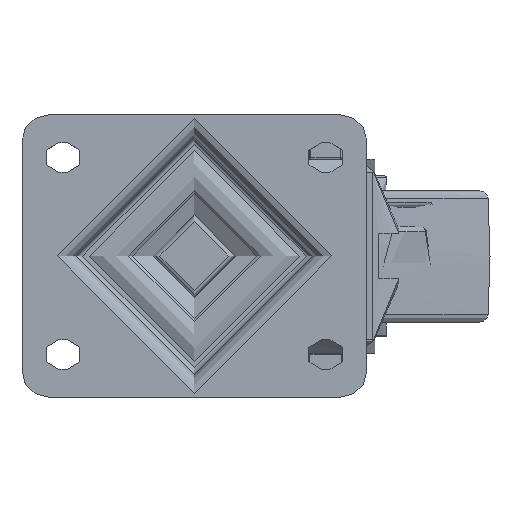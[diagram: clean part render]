
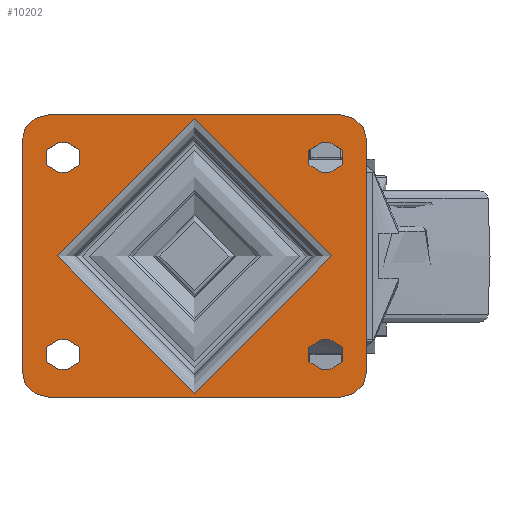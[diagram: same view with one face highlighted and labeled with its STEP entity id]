
A CAD part, top view. The second image highlights one B-rep face of the part: STEP entity #10202.
In plain terms, the highlighted planar face has unit normal (0, 0, 1).
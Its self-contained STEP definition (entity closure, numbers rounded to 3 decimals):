
#766=FACE_BOUND('',#1845,.T.);
#767=FACE_BOUND('',#1846,.T.);
#768=FACE_BOUND('',#1847,.T.);
#769=FACE_BOUND('',#1848,.T.);
#770=FACE_BOUND('',#1849,.T.);
#829=PLANE('',#11082);
#1188=FACE_OUTER_BOUND('',#1844,.T.);
#1844=EDGE_LOOP('',(#7052,#7053,#7054,#7055,#7056,#7057,#7058,#7059));
#1845=EDGE_LOOP('',(#7060));
#1846=EDGE_LOOP('',(#7061,#7062,#7063,#7064));
#1847=EDGE_LOOP('',(#7065,#7066,#7067,#7068));
#1848=EDGE_LOOP('',(#7069,#7070,#7071,#7072));
#1849=EDGE_LOOP('',(#7073,#7074,#7075,#7076));
#2584=LINE('',#15233,#3218);
#2586=LINE('',#15236,#3220);
#2587=LINE('',#15237,#3221);
#2588=LINE('',#15238,#3222);
#2589=LINE('',#15239,#3223);
#2590=LINE('',#15240,#3224);
#2591=LINE('',#15241,#3225);
#2592=LINE('',#15242,#3226);
#2593=LINE('',#15243,#3227);
#2594=LINE('',#15244,#3228);
#2595=LINE('',#15245,#3229);
#2596=LINE('',#15246,#3230);
#3218=VECTOR('',#12374,1000.);
#3220=VECTOR('',#12378,1000.);
#3221=VECTOR('',#12379,1000.);
#3222=VECTOR('',#12380,1000.);
#3223=VECTOR('',#12381,1000.);
#3224=VECTOR('',#12382,1000.);
#3225=VECTOR('',#12383,1000.);
#3226=VECTOR('',#12384,1000.);
#3227=VECTOR('',#12385,1000.);
#3228=VECTOR('',#12386,1000.);
#3229=VECTOR('',#12387,1000.);
#3230=VECTOR('',#12388,1000.);
#3796=CIRCLE('',#10984,4.5);
#3797=CIRCLE('',#10986,4.5);
#3800=CIRCLE('',#10990,4.5);
#3801=CIRCLE('',#10992,4.5);
#3804=CIRCLE('',#10996,4.5);
#3805=CIRCLE('',#10998,4.5);
#3808=CIRCLE('',#11002,4.5);
#3809=CIRCLE('',#11004,4.5);
#3811=CIRCLE('',#11007,41.75);
#3824=CIRCLE('',#11027,8.);
#3826=CIRCLE('',#11030,8.);
#3828=CIRCLE('',#11033,8.);
#3830=CIRCLE('',#11036,8.);
#4336=VERTEX_POINT('',#14964);
#4337=VERTEX_POINT('',#14966);
#4338=VERTEX_POINT('',#14970);
#4339=VERTEX_POINT('',#14971);
#4344=VERTEX_POINT('',#14982);
#4345=VERTEX_POINT('',#14984);
#4346=VERTEX_POINT('',#14988);
#4347=VERTEX_POINT('',#14989);
#4352=VERTEX_POINT('',#15000);
#4353=VERTEX_POINT('',#15002);
#4354=VERTEX_POINT('',#15006);
#4355=VERTEX_POINT('',#15007);
#4360=VERTEX_POINT('',#15018);
#4361=VERTEX_POINT('',#15020);
#4362=VERTEX_POINT('',#15024);
#4363=VERTEX_POINT('',#15025);
#4366=VERTEX_POINT('',#15033);
#4375=VERTEX_POINT('',#15065);
#4376=VERTEX_POINT('',#15066);
#4379=VERTEX_POINT('',#15074);
#4380=VERTEX_POINT('',#15075);
#4383=VERTEX_POINT('',#15083);
#4384=VERTEX_POINT('',#15084);
#4387=VERTEX_POINT('',#15092);
#4388=VERTEX_POINT('',#15093);
#5298=EDGE_CURVE('',#4337,#4336,#3796,.T.);
#5300=EDGE_CURVE('',#4338,#4339,#3797,.T.);
#5306=EDGE_CURVE('',#4345,#4344,#3800,.T.);
#5308=EDGE_CURVE('',#4346,#4347,#3801,.T.);
#5314=EDGE_CURVE('',#4353,#4352,#3804,.T.);
#5316=EDGE_CURVE('',#4354,#4355,#3805,.T.);
#5322=EDGE_CURVE('',#4361,#4360,#3808,.T.);
#5324=EDGE_CURVE('',#4362,#4363,#3809,.T.);
#5328=EDGE_CURVE('',#4366,#4366,#3811,.T.);
#5344=EDGE_CURVE('',#4375,#4376,#3824,.T.);
#5348=EDGE_CURVE('',#4379,#4380,#3826,.T.);
#5352=EDGE_CURVE('',#4383,#4384,#3828,.T.);
#5356=EDGE_CURVE('',#4387,#4388,#3830,.T.);
#5428=EDGE_CURVE('',#4388,#4375,#2584,.T.);
#5430=EDGE_CURVE('',#4384,#4387,#2586,.T.);
#5431=EDGE_CURVE('',#4380,#4383,#2587,.T.);
#5432=EDGE_CURVE('',#4376,#4379,#2588,.T.);
#5433=EDGE_CURVE('',#4336,#4338,#2589,.T.);
#5434=EDGE_CURVE('',#4339,#4337,#2590,.T.);
#5435=EDGE_CURVE('',#4344,#4346,#2591,.T.);
#5436=EDGE_CURVE('',#4347,#4345,#2592,.T.);
#5437=EDGE_CURVE('',#4352,#4354,#2593,.T.);
#5438=EDGE_CURVE('',#4355,#4353,#2594,.T.);
#5439=EDGE_CURVE('',#4360,#4362,#2595,.T.);
#5440=EDGE_CURVE('',#4363,#4361,#2596,.T.);
#7052=ORIENTED_EDGE('',*,*,#5356,.F.);
#7053=ORIENTED_EDGE('',*,*,#5430,.F.);
#7054=ORIENTED_EDGE('',*,*,#5352,.F.);
#7055=ORIENTED_EDGE('',*,*,#5431,.F.);
#7056=ORIENTED_EDGE('',*,*,#5348,.F.);
#7057=ORIENTED_EDGE('',*,*,#5432,.F.);
#7058=ORIENTED_EDGE('',*,*,#5344,.F.);
#7059=ORIENTED_EDGE('',*,*,#5428,.F.);
#7060=ORIENTED_EDGE('',*,*,#5328,.F.);
#7061=ORIENTED_EDGE('',*,*,#5433,.T.);
#7062=ORIENTED_EDGE('',*,*,#5300,.T.);
#7063=ORIENTED_EDGE('',*,*,#5434,.T.);
#7064=ORIENTED_EDGE('',*,*,#5298,.T.);
#7065=ORIENTED_EDGE('',*,*,#5435,.T.);
#7066=ORIENTED_EDGE('',*,*,#5308,.T.);
#7067=ORIENTED_EDGE('',*,*,#5436,.T.);
#7068=ORIENTED_EDGE('',*,*,#5306,.T.);
#7069=ORIENTED_EDGE('',*,*,#5437,.T.);
#7070=ORIENTED_EDGE('',*,*,#5316,.T.);
#7071=ORIENTED_EDGE('',*,*,#5438,.T.);
#7072=ORIENTED_EDGE('',*,*,#5314,.T.);
#7073=ORIENTED_EDGE('',*,*,#5439,.T.);
#7074=ORIENTED_EDGE('',*,*,#5324,.T.);
#7075=ORIENTED_EDGE('',*,*,#5440,.T.);
#7076=ORIENTED_EDGE('',*,*,#5322,.T.);
#10202=ADVANCED_FACE('',(#1188,#766,#767,#768,#769,#770),#829,.T.);
#10984=AXIS2_PLACEMENT_3D('',#14967,#12116,#12117);
#10986=AXIS2_PLACEMENT_3D('',#14972,#12121,#12122);
#10990=AXIS2_PLACEMENT_3D('',#14985,#12132,#12133);
#10992=AXIS2_PLACEMENT_3D('',#14990,#12137,#12138);
#10996=AXIS2_PLACEMENT_3D('',#15003,#12148,#12149);
#10998=AXIS2_PLACEMENT_3D('',#15008,#12153,#12154);
#11002=AXIS2_PLACEMENT_3D('',#15021,#12164,#12165);
#11004=AXIS2_PLACEMENT_3D('',#15026,#12169,#12170);
#11007=AXIS2_PLACEMENT_3D('',#15034,#12177,#12178);
#11027=AXIS2_PLACEMENT_3D('',#15067,#12220,#12221);
#11030=AXIS2_PLACEMENT_3D('',#15076,#12228,#12229);
#11033=AXIS2_PLACEMENT_3D('',#15085,#12236,#12237);
#11036=AXIS2_PLACEMENT_3D('',#15094,#12244,#12245);
#11082=AXIS2_PLACEMENT_3D('',#15235,#12376,#12377);
#12116=DIRECTION('center_axis',(0.,0.,-1.));
#12117=DIRECTION('ref_axis',(-1.,0.,0.));
#12121=DIRECTION('center_axis',(0.,0.,-1.));
#12122=DIRECTION('ref_axis',(-1.,0.,0.));
#12132=DIRECTION('center_axis',(0.,0.,-1.));
#12133=DIRECTION('ref_axis',(-1.,0.,0.));
#12137=DIRECTION('center_axis',(0.,0.,-1.));
#12138=DIRECTION('ref_axis',(-1.,0.,0.));
#12148=DIRECTION('center_axis',(0.,0.,-1.));
#12149=DIRECTION('ref_axis',(1.,0.,0.));
#12153=DIRECTION('center_axis',(0.,0.,-1.));
#12154=DIRECTION('ref_axis',(1.,0.,0.));
#12164=DIRECTION('center_axis',(0.,0.,-1.));
#12165=DIRECTION('ref_axis',(1.,0.,0.));
#12169=DIRECTION('center_axis',(0.,0.,-1.));
#12170=DIRECTION('ref_axis',(1.,0.,0.));
#12177=DIRECTION('center_axis',(0.,0.,1.));
#12178=DIRECTION('ref_axis',(1.,0.,0.));
#12220=DIRECTION('center_axis',(0.,0.,-1.));
#12221=DIRECTION('ref_axis',(-0.707,0.707,0.));
#12228=DIRECTION('center_axis',(0.,0.,-1.));
#12229=DIRECTION('ref_axis',(0.707,0.707,0.));
#12236=DIRECTION('center_axis',(0.,0.,-1.));
#12237=DIRECTION('ref_axis',(0.707,-0.707,0.));
#12244=DIRECTION('center_axis',(0.,0.,-1.));
#12245=DIRECTION('ref_axis',(-0.707,-0.707,0.));
#12374=DIRECTION('',(0.,1.,0.));
#12376=DIRECTION('center_axis',(0.,0.,1.));
#12377=DIRECTION('ref_axis',(1.,0.,0.));
#12378=DIRECTION('',(-1.,0.,0.));
#12379=DIRECTION('',(0.,-1.,0.));
#12380=DIRECTION('',(1.,0.,0.));
#12381=DIRECTION('',(-1.,0.,0.));
#12382=DIRECTION('',(1.,0.,0.));
#12383=DIRECTION('',(-1.,0.,0.));
#12384=DIRECTION('',(1.,0.,0.));
#12385=DIRECTION('',(1.,0.,0.));
#12386=DIRECTION('',(-1.,0.,0.));
#12387=DIRECTION('',(1.,0.,0.));
#12388=DIRECTION('',(-1.,0.,0.));
#14964=CARTESIAN_POINT('',(41.25,-34.5,0.));
#14966=CARTESIAN_POINT('',(41.25,-25.5,0.));
#14967=CARTESIAN_POINT('Origin',(41.25,-30.,0.));
#14970=CARTESIAN_POINT('',(38.75,-34.5,0.));
#14971=CARTESIAN_POINT('',(38.75,-25.5,0.));
#14972=CARTESIAN_POINT('Origin',(38.75,-30.,0.));
#14982=CARTESIAN_POINT('',(41.25,25.5,0.));
#14984=CARTESIAN_POINT('',(41.25,34.5,0.));
#14985=CARTESIAN_POINT('Origin',(41.25,30.,0.));
#14988=CARTESIAN_POINT('',(38.75,25.5,0.));
#14989=CARTESIAN_POINT('',(38.75,34.5,0.));
#14990=CARTESIAN_POINT('Origin',(38.75,30.,0.));
#15000=CARTESIAN_POINT('',(-41.25,-25.5,0.));
#15002=CARTESIAN_POINT('',(-41.25,-34.5,0.));
#15003=CARTESIAN_POINT('Origin',(-41.25,-30.,0.));
#15006=CARTESIAN_POINT('',(-38.75,-25.5,0.));
#15007=CARTESIAN_POINT('',(-38.75,-34.5,0.));
#15008=CARTESIAN_POINT('Origin',(-38.75,-30.,0.));
#15018=CARTESIAN_POINT('',(-41.25,34.5,0.));
#15020=CARTESIAN_POINT('',(-41.25,25.5,0.));
#15021=CARTESIAN_POINT('Origin',(-41.25,30.,0.));
#15024=CARTESIAN_POINT('',(-38.75,34.5,0.));
#15025=CARTESIAN_POINT('',(-38.75,25.5,0.));
#15026=CARTESIAN_POINT('Origin',(-38.75,30.,0.));
#15033=CARTESIAN_POINT('',(41.75,0.,0.));
#15034=CARTESIAN_POINT('Origin',(0.,0.,0.));
#15065=CARTESIAN_POINT('',(-52.5,35.,0.));
#15066=CARTESIAN_POINT('',(-44.5,43.,0.));
#15067=CARTESIAN_POINT('Origin',(-44.5,35.,0.));
#15074=CARTESIAN_POINT('',(44.5,43.,0.));
#15075=CARTESIAN_POINT('',(52.5,35.,0.));
#15076=CARTESIAN_POINT('Origin',(44.5,35.,0.));
#15083=CARTESIAN_POINT('',(52.5,-35.,0.));
#15084=CARTESIAN_POINT('',(44.5,-43.,0.));
#15085=CARTESIAN_POINT('Origin',(44.5,-35.,0.));
#15092=CARTESIAN_POINT('',(-44.5,-43.,0.));
#15093=CARTESIAN_POINT('',(-52.5,-35.,0.));
#15094=CARTESIAN_POINT('Origin',(-44.5,-35.,0.));
#15233=CARTESIAN_POINT('',(-52.5,-43.,0.));
#15235=CARTESIAN_POINT('Origin',(0.,0.,0.));
#15236=CARTESIAN_POINT('',(52.5,-43.,0.));
#15237=CARTESIAN_POINT('',(52.5,43.,0.));
#15238=CARTESIAN_POINT('',(-52.5,43.,0.));
#15239=CARTESIAN_POINT('',(41.25,-34.5,0.));
#15240=CARTESIAN_POINT('',(41.25,-25.5,0.));
#15241=CARTESIAN_POINT('',(41.25,25.5,0.));
#15242=CARTESIAN_POINT('',(41.25,34.5,0.));
#15243=CARTESIAN_POINT('',(-41.25,-25.5,0.));
#15244=CARTESIAN_POINT('',(-41.25,-34.5,0.));
#15245=CARTESIAN_POINT('',(-41.25,34.5,0.));
#15246=CARTESIAN_POINT('',(-41.25,25.5,0.));
